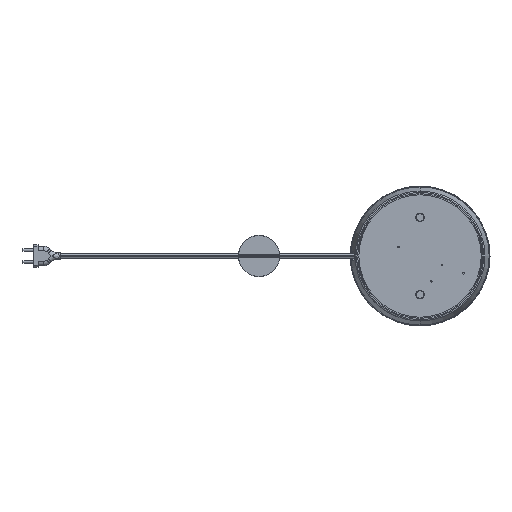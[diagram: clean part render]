
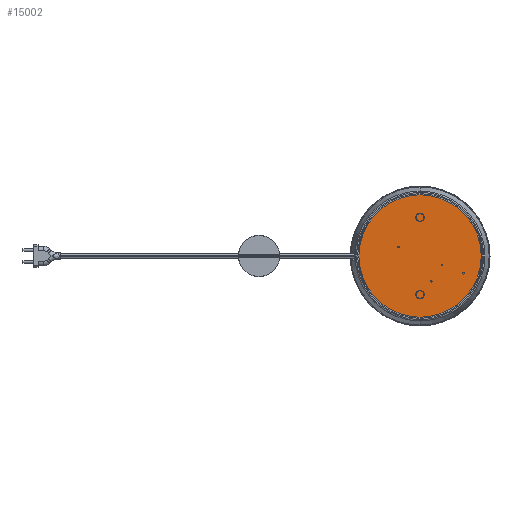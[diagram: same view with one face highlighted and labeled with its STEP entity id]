
A CAD part, front view. The second image highlights one B-rep face of the part: STEP entity #15002.
In plain terms, the highlighted planar face has unit normal (0, -1, 0).
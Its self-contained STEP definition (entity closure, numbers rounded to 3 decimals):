
#381 = DIRECTION ( 'NONE',  ( 0., 1., 0. ) ) ;
#2866 = DIRECTION ( 'NONE',  ( 0., 0., 1. ) ) ;
#3152 = CARTESIAN_POINT ( 'NONE',  ( 0., 0., -95. ) ) ;
#5074 = AXIS2_PLACEMENT_3D ( 'NONE', #10928, #13391, #7580 ) ;
#5725 = AXIS2_PLACEMENT_3D ( 'NONE', #20443, #25730, #31327 ) ;
#6927 = CARTESIAN_POINT ( 'NONE',  ( 0., 0., 95. ) ) ;
#7068 = PLANE ( 'NONE',  #5725 ) ;
#7580 = DIRECTION ( 'NONE',  ( 0., 0., 1. ) ) ;
#8735 = ORIENTED_EDGE ( 'NONE', *, *, #21876, .F. ) ;
#8853 = CIRCLE ( 'NONE', #13340, 95. ) ;
#10928 = CARTESIAN_POINT ( 'NONE',  ( 0., 0., 0. ) ) ;
#10984 = EDGE_LOOP ( 'NONE', ( #29925, #8735 ) ) ;
#13340 = AXIS2_PLACEMENT_3D ( 'NONE', #21867, #381, #2866 ) ;
#13391 = DIRECTION ( 'NONE',  ( 0., 1., 0. ) ) ;
#15002 = ADVANCED_FACE ( 'NONE', ( #15514 ), #7068, .F. ) ;
#15514 = FACE_OUTER_BOUND ( 'NONE', #10984, .T. ) ;
#20443 = CARTESIAN_POINT ( 'NONE',  ( 0., 0., 0. ) ) ;
#21867 = CARTESIAN_POINT ( 'NONE',  ( 0., 0., 0. ) ) ;
#21876 = EDGE_CURVE ( 'NONE', #29455, #27890, #8853, .T. ) ;
#23611 = CIRCLE ( 'NONE', #5074, 95. ) ;
#25730 = DIRECTION ( 'NONE',  ( 0., 1., 0. ) ) ;
#27890 = VERTEX_POINT ( 'NONE', #3152 ) ;
#29455 = VERTEX_POINT ( 'NONE', #6927 ) ;
#29925 = ORIENTED_EDGE ( 'NONE', *, *, #32929, .F. ) ;
#31327 = DIRECTION ( 'NONE',  ( 0., 0., 1. ) ) ;
#32929 = EDGE_CURVE ( 'NONE', #27890, #29455, #23611, .T. ) ;
